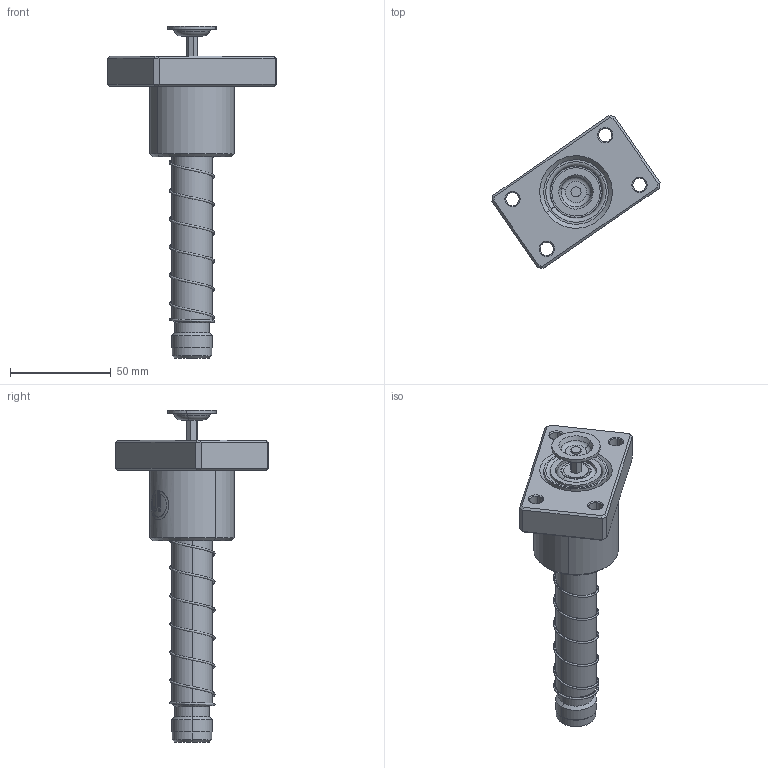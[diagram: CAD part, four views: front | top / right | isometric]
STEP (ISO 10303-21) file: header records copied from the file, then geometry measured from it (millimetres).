
FILE_DESCRIPTION (( 'STEP AP214' ), '1' );
FILE_NAME ('FMJ FMS-D20-L150.STEP', '2021-09-17T07:02:49', ( '' ), ( '' ), 'SwSTEP 2.0', 'SolidWorks 2016', '' );
FILE_SCHEMA (( 'AUTOMOTIVE_DESIGN' ));
Length unit declared in the file: millimetre
Products named in the file (120): BALL-D3; FMJ FMS-D20-L150; GTM-24郪蚾; BJ BS-25.5-20.5郪蚾; GTM-3-縐种; GTM-M10蹟簽; GTM-24; BJ BS-25.5-20.5; MGM-D20-L150; SAB-20; SAB-20-1; HWP-D22.5-d20.5-L80
Assembly tree (112 placements, depth 3):
  BALL-D3
  FMJ FMS-D20-L150
    MGM-D20-L150
    GTM-24郪蚾
      GTM-24
      GTM-3-縐种
      GTM-M10蹟簽
    BJ BS-25.5-20.5郪蚾
      BJ BS-25.5-20.5
      BALL-D3  x96
    SAB-20
      SAB-20
      SAB-20-1
    HWP-D22.5-d20.5-L80
  BALL-D3
  BALL-D3
  BALL-D3
Bounding box: 83.63 x 75.95 x 165 mm (x, y, z)
Volume: 123342 mm3; surface area: 55685.9 mm2
Topology: 104 solids, 104 shells, 579 faces, 2225 edges, 1470 vertices
Faces by surface type: sphere 384, plane 70, cylinder 56, cone 36, bspline 21, torus 12
Entity records: 27324 total; most frequent: CARTESIAN_POINT 15312, ORIENTED_EDGE 2116, DIRECTION 1903, EDGE_CURVE 1058, AXIS2_PLACEMENT_3D 842, VERTEX_POINT 682, EDGE_LOOP 594, B_SPLINE_CURVE_WITH_KNOTS 460
